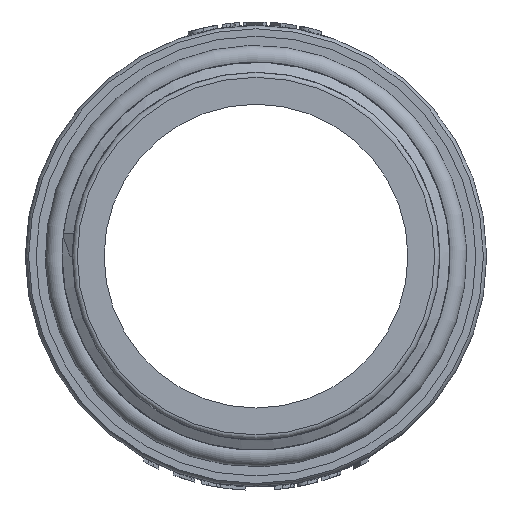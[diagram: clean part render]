
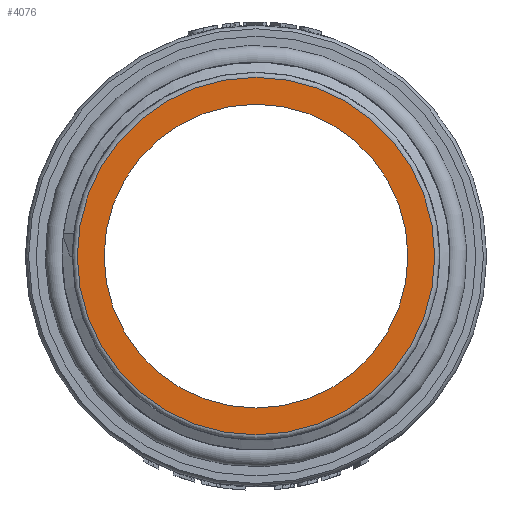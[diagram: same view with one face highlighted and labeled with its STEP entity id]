
A CAD part, left-side view. The second image highlights one B-rep face of the part: STEP entity #4076.
In plain terms, the highlighted planar face has unit normal (-1, 0, 0).
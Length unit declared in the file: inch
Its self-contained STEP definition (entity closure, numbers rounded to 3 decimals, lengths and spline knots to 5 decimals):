
#4034=CARTESIAN_POINT('',(-2.245,1.065,0.0));
#4035=VERTEX_POINT('',#4034);
#4036=CARTESIAN_POINT('',(-2.245,0.0,0.0));
#4037=DIRECTION('',(1.0,0.0,0.0));
#4038=DIRECTION('',(0.0,-1.0,0.0));
#4039=AXIS2_PLACEMENT_3D('',#4036,#4037,#4038);
#4040=CIRCLE('',#4039,1.065);
#4041=EDGE_CURVE('',#4035,#4035,#4040,.T.);
#4057=CARTESIAN_POINT('',(-2.245,1.0,0.0));
#4058=DIRECTION('',(-1.0,0.0,0.0));
#4059=DIRECTION('',(0.0,0.0,1.0));
#4060=AXIS2_PLACEMENT_3D('',#4057,#4058,#4059);
#4061=PLANE('',#4060);
#4062=ORIENTED_EDGE('',*,*,#4041,.F.);
#4063=EDGE_LOOP('',(#4062));
#4064=FACE_OUTER_BOUND('',#4063,.T.);
#4065=CARTESIAN_POINT('',(-2.245,0.905,0.0));
#4066=VERTEX_POINT('',#4065);
#4067=CARTESIAN_POINT('',(-2.245,0.0,0.0));
#4068=DIRECTION('',(1.0,0.0,0.0));
#4069=DIRECTION('',(0.0,1.0,0.0));
#4070=AXIS2_PLACEMENT_3D('',#4067,#4068,#4069);
#4071=CIRCLE('',#4070,0.905);
#4072=EDGE_CURVE('',#4066,#4066,#4071,.T.);
#4073=ORIENTED_EDGE('',*,*,#4072,.T.);
#4074=EDGE_LOOP('',(#4073));
#4075=FACE_BOUND('',#4074,.T.);
#4076=ADVANCED_FACE('',(#4064,#4075),#4061,.T.);
